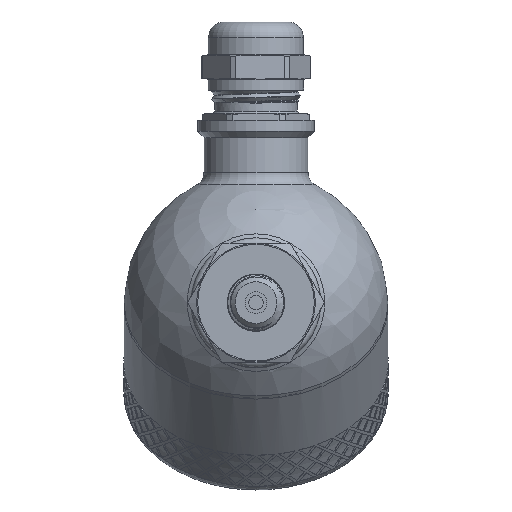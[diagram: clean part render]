
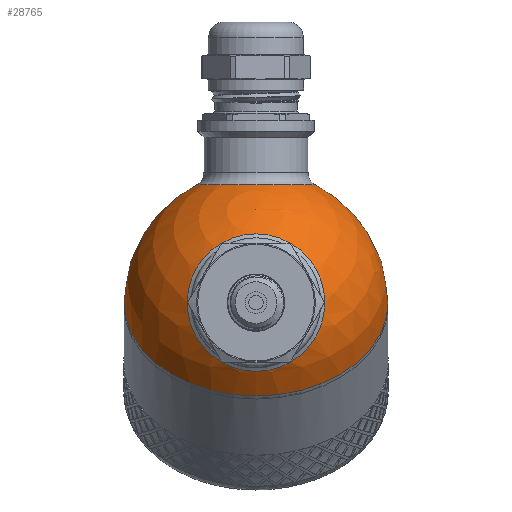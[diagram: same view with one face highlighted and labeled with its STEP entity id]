
A CAD part, left-side view. The second image highlights one B-rep face of the part: STEP entity #28765.
In plain terms, the highlighted spherical face has radius 30 mm.
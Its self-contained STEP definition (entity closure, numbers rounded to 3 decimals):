
#145=SPHERICAL_SURFACE('',#30543,30.);
#242=FACE_BOUND('',#4201,.T.);
#243=FACE_BOUND('',#4202,.T.);
#2360=FACE_OUTER_BOUND('',#4200,.T.);
#4200=EDGE_LOOP('',(#20746,#20747,#20748,#20749));
#4201=EDGE_LOOP('',(#20750));
#4202=EDGE_LOOP('',(#20751));
#5930=CIRCLE('',#30466,30.);
#5931=CIRCLE('',#30467,30.);
#5958=CIRCLE('',#30539,13.5);
#5961=CIRCLE('',#30544,30.);
#5962=CIRCLE('',#30545,15.643);
#11325=VERTEX_POINT('',#39217);
#11326=VERTEX_POINT('',#39219);
#11853=VERTEX_POINT('',#45983);
#11855=VERTEX_POINT('',#45990);
#11856=VERTEX_POINT('',#45992);
#14411=EDGE_CURVE('',#11325,#11326,#5930,.T.);
#14412=EDGE_CURVE('',#11326,#11325,#5931,.T.);
#15205=EDGE_CURVE('',#11853,#11853,#5958,.T.);
#15208=EDGE_CURVE('',#11326,#11855,#5961,.T.);
#15209=EDGE_CURVE('',#11856,#11856,#5962,.T.);
#20746=ORIENTED_EDGE('',*,*,#14412,.F.);
#20747=ORIENTED_EDGE('',*,*,#15208,.T.);
#20748=ORIENTED_EDGE('',*,*,#15208,.F.);
#20749=ORIENTED_EDGE('',*,*,#14411,.F.);
#20750=ORIENTED_EDGE('',*,*,#15209,.F.);
#20751=ORIENTED_EDGE('',*,*,#15205,.F.);
#28765=ADVANCED_FACE('',(#2360,#242,#243),#145,.T.);
#30466=AXIS2_PLACEMENT_3D('',#39220,#32029,#32030);
#30467=AXIS2_PLACEMENT_3D('',#39221,#32031,#32032);
#30539=AXIS2_PLACEMENT_3D('',#45984,#32453,#32454);
#30543=AXIS2_PLACEMENT_3D('',#45989,#32461,#32462);
#30544=AXIS2_PLACEMENT_3D('',#45991,#32463,#32464);
#30545=AXIS2_PLACEMENT_3D('',#45993,#32465,#32466);
#32029=DIRECTION('center_axis',(1.,0.,0.));
#32030=DIRECTION('ref_axis',(0.,1.,0.));
#32031=DIRECTION('center_axis',(1.,0.,0.));
#32032=DIRECTION('ref_axis',(0.,1.,0.));
#32453=DIRECTION('center_axis',(-0.707,0.,-0.707));
#32454=DIRECTION('ref_axis',(-0.707,0.,0.707));
#32461=DIRECTION('center_axis',(1.,0.,0.));
#32462=DIRECTION('ref_axis',(0.,-1.,0.));
#32463=DIRECTION('center_axis',(0.,0.,1.));
#32464=DIRECTION('ref_axis',(0.,1.,0.));
#32465=DIRECTION('center_axis',(-0.707,0.,0.707));
#32466=DIRECTION('ref_axis',(0.707,0.,0.707));
#39217=CARTESIAN_POINT('',(0.,-30.,0.));
#39219=CARTESIAN_POINT('',(0.,30.,0.));
#39220=CARTESIAN_POINT('Origin',(0.,0.,0.));
#39221=CARTESIAN_POINT('Origin',(0.,0.,0.));
#45983=CARTESIAN_POINT('',(-9.398,0.,-28.49));
#45984=CARTESIAN_POINT('Origin',(-18.944,0.,-18.944));
#45989=CARTESIAN_POINT('Origin',(0.,0.,0.));
#45990=CARTESIAN_POINT('',(-30.,0.,0.));
#45991=CARTESIAN_POINT('Origin',(0.,0.,0.));
#45992=CARTESIAN_POINT('',(-29.162,0.,7.04));
#45993=CARTESIAN_POINT('Origin',(-18.101,0.,18.101));
